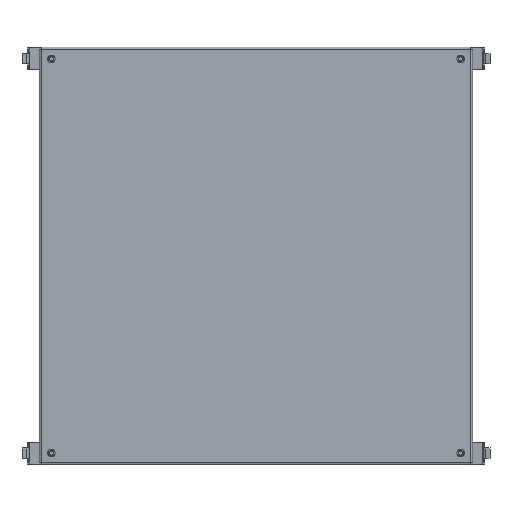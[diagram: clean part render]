
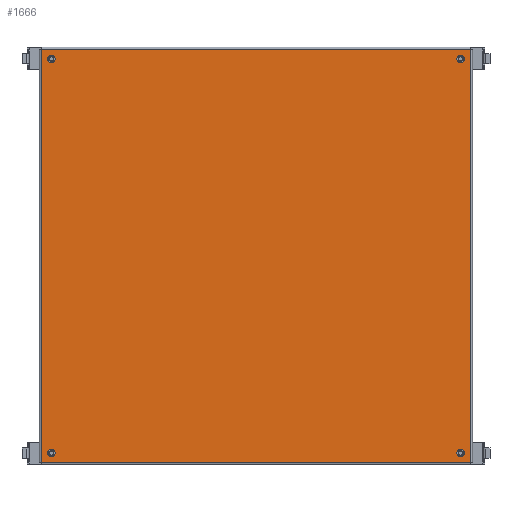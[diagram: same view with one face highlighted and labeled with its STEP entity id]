
A CAD part, front view. The second image highlights one B-rep face of the part: STEP entity #1666.
In plain terms, the highlighted planar face has unit normal (0, -1, 0).
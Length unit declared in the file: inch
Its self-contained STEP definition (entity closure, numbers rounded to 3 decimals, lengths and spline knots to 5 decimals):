
#67 = ORIENTED_EDGE ( 'NONE', *, *, #347, .F. ) ;
#259 = CARTESIAN_POINT ( 'NONE',  ( -15.857, 0., 15.2945 ) ) ;
#347 = EDGE_CURVE ( 'NONE', #1577, #523, #3716, .T. ) ;
#383 = EDGE_LOOP ( 'NONE', ( #3469, #5404 ) ) ;
#462 = DIRECTION ( 'NONE',  ( 0., 0., 1. ) ) ;
#502 = CARTESIAN_POINT ( 'NONE',  ( -15.125, 0., -14.5625 ) ) ;
#523 = VERTEX_POINT ( 'NONE', #3932 ) ;
#531 = EDGE_CURVE ( 'NONE', #3896, #864, #3848, .T. ) ;
#554 = VERTEX_POINT ( 'NONE', #2270 ) ;
#560 = DIRECTION ( 'NONE',  ( 0., -1., 0. ) ) ;
#578 = DIRECTION ( 'NONE',  ( 0., -1., 0. ) ) ;
#602 = PLANE ( 'NONE',  #3106 ) ;
#801 = CARTESIAN_POINT ( 'NONE',  ( -15.125, 0., -14.28125 ) ) ;
#804 = CARTESIAN_POINT ( 'NONE',  ( 15.125, 0., 14.5625 ) ) ;
#823 = ORIENTED_EDGE ( 'NONE', *, *, #1174, .F. ) ;
#849 = AXIS2_PLACEMENT_3D ( 'NONE', #2896, #2479, #1234 ) ;
#864 = VERTEX_POINT ( 'NONE', #4651 ) ;
#870 = CARTESIAN_POINT ( 'NONE',  ( -15.857, 0., 15.2945 ) ) ;
#943 = DIRECTION ( 'NONE',  ( 0., 0., -1. ) ) ;
#948 = EDGE_CURVE ( 'NONE', #1882, #554, #4798, .T. ) ;
#950 = CARTESIAN_POINT ( 'NONE',  ( -15.125, 0., -14.5625 ) ) ;
#1017 = ORIENTED_EDGE ( 'NONE', *, *, #1103, .F. ) ;
#1024 = CARTESIAN_POINT ( 'NONE',  ( 15.125, 0., -14.5625 ) ) ;
#1043 = ORIENTED_EDGE ( 'NONE', *, *, #2499, .F. ) ;
#1103 = EDGE_CURVE ( 'NONE', #3068, #3829, #3921, .T. ) ;
#1115 = EDGE_LOOP ( 'NONE', ( #1043, #1017 ) ) ;
#1136 = LINE ( 'NONE', #1800, #3953 ) ;
#1174 = EDGE_CURVE ( 'NONE', #523, #1577, #1383, .T. ) ;
#1226 = AXIS2_PLACEMENT_3D ( 'NONE', #804, #1305, #3064 ) ;
#1234 = DIRECTION ( 'NONE',  ( 0., 0., 1. ) ) ;
#1300 = LINE ( 'NONE', #870, #4038 ) ;
#1305 = DIRECTION ( 'NONE',  ( 0., -1., 0. ) ) ;
#1335 = CARTESIAN_POINT ( 'NONE',  ( 15.857, 0., -15.2945 ) ) ;
#1338 = EDGE_LOOP ( 'NONE', ( #67, #823 ) ) ;
#1344 = DIRECTION ( 'NONE',  ( 0., 0., 1. ) ) ;
#1383 = CIRCLE ( 'NONE', #3302, 0.28125 ) ;
#1425 = DIRECTION ( 'NONE',  ( 0., 0., 1. ) ) ;
#1500 = ORIENTED_EDGE ( 'NONE', *, *, #948, .F. ) ;
#1575 = DIRECTION ( 'NONE',  ( 0., 1., 0. ) ) ;
#1577 = VERTEX_POINT ( 'NONE', #3205 ) ;
#1650 = FACE_BOUND ( 'NONE', #4927, .T. ) ;
#1666 = ADVANCED_FACE ( 'NONE', ( #4584, #5453, #1650, #2272, #4645 ), #602, .F. ) ;
#1734 = CARTESIAN_POINT ( 'NONE',  ( 15.125, 0., 14.28125 ) ) ;
#1764 = EDGE_CURVE ( 'NONE', #554, #1882, #4117, .T. ) ;
#1800 = CARTESIAN_POINT ( 'NONE',  ( 15.857, 0., 15.2945 ) ) ;
#1882 = VERTEX_POINT ( 'NONE', #1734 ) ;
#2051 = AXIS2_PLACEMENT_3D ( 'NONE', #2326, #560, #3144 ) ;
#2076 = DIRECTION ( 'NONE',  ( 0., -1., 0. ) ) ;
#2255 = DIRECTION ( 'NONE',  ( -1., 0., 0. ) ) ;
#2270 = CARTESIAN_POINT ( 'NONE',  ( 15.125, 0., 14.84375 ) ) ;
#2272 = FACE_BOUND ( 'NONE', #383, .T. ) ;
#2326 = CARTESIAN_POINT ( 'NONE',  ( -15.125, 0., 14.5625 ) ) ;
#2410 = EDGE_CURVE ( 'NONE', #864, #2995, #1300, .T. ) ;
#2414 = CARTESIAN_POINT ( 'NONE',  ( -15.125, 0., -14.84375 ) ) ;
#2479 = DIRECTION ( 'NONE',  ( 0., -1., 0. ) ) ;
#2499 = EDGE_CURVE ( 'NONE', #3829, #3068, #5046, .T. ) ;
#2507 = ORIENTED_EDGE ( 'NONE', *, *, #3920, .F. ) ;
#2518 = CARTESIAN_POINT ( 'NONE',  ( 15.125, 0., -14.5625 ) ) ;
#2521 = CIRCLE ( 'NONE', #2927, 0.28125 ) ;
#2606 = CARTESIAN_POINT ( 'NONE',  ( -15.125, 0., 14.84375 ) ) ;
#2668 = CARTESIAN_POINT ( 'NONE',  ( -15.857, 0., -15.2945 ) ) ;
#2727 = LINE ( 'NONE', #259, #4763 ) ;
#2770 = DIRECTION ( 'NONE',  ( 0., 0., 1. ) ) ;
#2797 = AXIS2_PLACEMENT_3D ( 'NONE', #502, #4475, #462 ) ;
#2895 = DIRECTION ( 'NONE',  ( 0., 0., 1. ) ) ;
#2896 = CARTESIAN_POINT ( 'NONE',  ( 15.125, 0., 14.5625 ) ) ;
#2927 = AXIS2_PLACEMENT_3D ( 'NONE', #4813, #4840, #4858 ) ;
#2995 = VERTEX_POINT ( 'NONE', #4518 ) ;
#3006 = ORIENTED_EDGE ( 'NONE', *, *, #3667, .F. ) ;
#3064 = DIRECTION ( 'NONE',  ( 0., 0., 1. ) ) ;
#3068 = VERTEX_POINT ( 'NONE', #2414 ) ;
#3106 = AXIS2_PLACEMENT_3D ( 'NONE', #5062, #1575, #4624 ) ;
#3144 = DIRECTION ( 'NONE',  ( 0., 0., 1. ) ) ;
#3163 = ORIENTED_EDGE ( 'NONE', *, *, #1764, .F. ) ;
#3167 = ORIENTED_EDGE ( 'NONE', *, *, #2410, .F. ) ;
#3205 = CARTESIAN_POINT ( 'NONE',  ( 15.125, 0., -14.28125 ) ) ;
#3263 = EDGE_CURVE ( 'NONE', #3315, #4297, #2521, .T. ) ;
#3302 = AXIS2_PLACEMENT_3D ( 'NONE', #1024, #578, #2770 ) ;
#3315 = VERTEX_POINT ( 'NONE', #2606 ) ;
#3373 = EDGE_CURVE ( 'NONE', #4297, #3315, #4697, .T. ) ;
#3469 = ORIENTED_EDGE ( 'NONE', *, *, #3263, .F. ) ;
#3635 = AXIS2_PLACEMENT_3D ( 'NONE', #2518, #2076, #2895 ) ;
#3667 = EDGE_CURVE ( 'NONE', #2995, #4887, #2727, .T. ) ;
#3716 = CIRCLE ( 'NONE', #3635, 0.28125 ) ;
#3829 = VERTEX_POINT ( 'NONE', #801 ) ;
#3848 = LINE ( 'NONE', #2668, #4060 ) ;
#3896 = VERTEX_POINT ( 'NONE', #1335 ) ;
#3920 = EDGE_CURVE ( 'NONE', #4887, #3896, #1136, .T. ) ;
#3921 = CIRCLE ( 'NONE', #2797, 0.28125 ) ;
#3932 = CARTESIAN_POINT ( 'NONE',  ( 15.125, 0., -14.84375 ) ) ;
#3953 = VECTOR ( 'NONE', #943, 39.37008 ) ;
#4002 = DIRECTION ( 'NONE',  ( 0., -1., 0. ) ) ;
#4038 = VECTOR ( 'NONE', #1344, 39.37008 ) ;
#4060 = VECTOR ( 'NONE', #2255, 39.37008 ) ;
#4117 = CIRCLE ( 'NONE', #849, 0.28125 ) ;
#4203 = EDGE_LOOP ( 'NONE', ( #5367, #2507, #3006, #3167 ) ) ;
#4297 = VERTEX_POINT ( 'NONE', #4657 ) ;
#4475 = DIRECTION ( 'NONE',  ( 0., -1., 0. ) ) ;
#4518 = CARTESIAN_POINT ( 'NONE',  ( -15.857, 0., 15.2945 ) ) ;
#4584 = FACE_OUTER_BOUND ( 'NONE', #4203, .T. ) ;
#4624 = DIRECTION ( 'NONE',  ( 0., 0., 1. ) ) ;
#4645 = FACE_BOUND ( 'NONE', #1115, .T. ) ;
#4651 = CARTESIAN_POINT ( 'NONE',  ( -15.857, 0., -15.2945 ) ) ;
#4657 = CARTESIAN_POINT ( 'NONE',  ( -15.125, 0., 14.28125 ) ) ;
#4697 = CIRCLE ( 'NONE', #2051, 0.28125 ) ;
#4763 = VECTOR ( 'NONE', #5050, 39.37008 ) ;
#4798 = CIRCLE ( 'NONE', #1226, 0.28125 ) ;
#4813 = CARTESIAN_POINT ( 'NONE',  ( -15.125, 0., 14.5625 ) ) ;
#4840 = DIRECTION ( 'NONE',  ( 0., -1., 0. ) ) ;
#4858 = DIRECTION ( 'NONE',  ( 0., 0., 1. ) ) ;
#4887 = VERTEX_POINT ( 'NONE', #5456 ) ;
#4927 = EDGE_LOOP ( 'NONE', ( #3163, #1500 ) ) ;
#5046 = CIRCLE ( 'NONE', #5388, 0.28125 ) ;
#5050 = DIRECTION ( 'NONE',  ( 1., 0., 0. ) ) ;
#5062 = CARTESIAN_POINT ( 'NONE',  ( -15.857, 0., 15.2945 ) ) ;
#5367 = ORIENTED_EDGE ( 'NONE', *, *, #531, .F. ) ;
#5388 = AXIS2_PLACEMENT_3D ( 'NONE', #950, #4002, #1425 ) ;
#5404 = ORIENTED_EDGE ( 'NONE', *, *, #3373, .F. ) ;
#5453 = FACE_BOUND ( 'NONE', #1338, .T. ) ;
#5456 = CARTESIAN_POINT ( 'NONE',  ( 15.857, 0., 15.2945 ) ) ;
